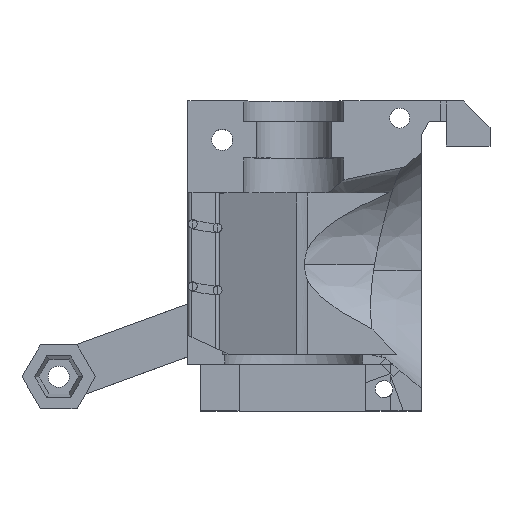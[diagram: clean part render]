
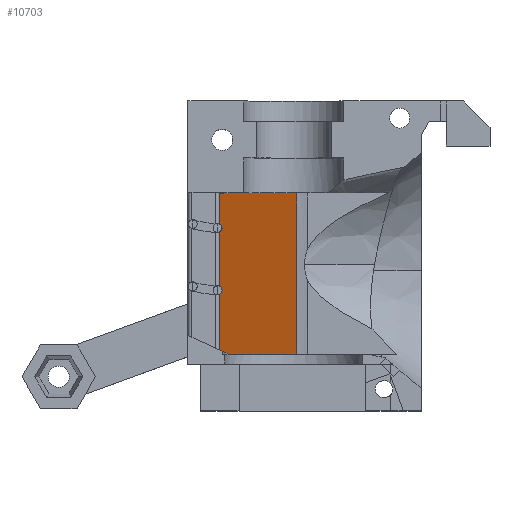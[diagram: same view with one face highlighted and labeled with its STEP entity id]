
A CAD part, top view. The second image highlights one B-rep face of the part: STEP entity #10703.
In plain terms, the highlighted planar face has unit normal (-0.391, 0, 0.92).
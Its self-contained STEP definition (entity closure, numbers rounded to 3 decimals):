
#4046 = PLANE('',#4047);
#4047 = AXIS2_PLACEMENT_3D('',#4048,#4049,#4050);
#4048 = CARTESIAN_POINT('',(-17.,-36.5,-40.));
#4049 = DIRECTION('',(1.,0.,0.));
#4050 = DIRECTION('',(0.,0.,1.));
#4818 = CYLINDRICAL_SURFACE('',#4819,11.5);
#4819 = AXIS2_PLACEMENT_3D('',#4820,#4821,#4822);
#4820 = CARTESIAN_POINT('',(0.,-9.,-17.));
#4821 = DIRECTION('',(0.,-1.,0.));
#4822 = DIRECTION('',(1.,0.,0.));
#6659 = VERTEX_POINT('',#6660);
#6660 = CARTESIAN_POINT('',(-17.,-9.,-35.915));
#6673 = PLANE('',#6674);
#6674 = AXIS2_PLACEMENT_3D('',#6675,#6676,#6677);
#6675 = CARTESIAN_POINT('',(-17.2,-9.,-36.));
#6676 = DIRECTION('',(0.,1.,0.));
#6677 = DIRECTION('',(-0.391,0.,0.921));
#6684 = EDGE_CURVE('',#6659,#6685,#6687,.T.);
#6685 = VERTEX_POINT('',#6686);
#6686 = CARTESIAN_POINT('',(-17.,-31.899,-35.915));
#6687 = SURFACE_CURVE('',#6688,(#6692,#6698),.PCURVE_S1.);
#6688 = LINE('',#6689,#6690);
#6689 = CARTESIAN_POINT('',(-17.,-35.75,-35.915));
#6690 = VECTOR('',#6691,1.);
#6691 = DIRECTION('',(0.,-1.,0.));
#6692 = PCURVE('',#4046,#6693);
#6693 = DEFINITIONAL_REPRESENTATION('',(#6694),#6697);
#6694 = B_SPLINE_CURVE_WITH_KNOTS('',1,(#6695,#6696),.UNSPECIFIED.,.F.,
  .F.,(2,2),(-29.35,1.85),.PIECEWISE_BEZIER_KNOTS.);
#6695 = CARTESIAN_POINT('',(4.085,-30.1));
#6696 = CARTESIAN_POINT('',(4.085,1.1));
#6697 = ( GEOMETRIC_REPRESENTATION_CONTEXT(2) 
PARAMETRIC_REPRESENTATION_CONTEXT() REPRESENTATION_CONTEXT('2D SPACE',''
  ) );
#6698 = PCURVE('',#6699,#6704);
#6699 = PLANE('',#6700);
#6700 = AXIS2_PLACEMENT_3D('',#6701,#6702,#6703);
#6701 = CARTESIAN_POINT('',(-17.2,-35.,-36.));
#6702 = DIRECTION('',(-0.391,0.,0.921));
#6703 = DIRECTION('',(0.921,0.,0.391));
#6704 = DEFINITIONAL_REPRESENTATION('',(#6705),#6708);
#6705 = B_SPLINE_CURVE_WITH_KNOTS('',1,(#6706,#6707),.UNSPECIFIED.,.F.,
  .F.,(2,2),(-29.35,1.85),.PIECEWISE_BEZIER_KNOTS.);
#6706 = CARTESIAN_POINT('',(0.217,28.6));
#6707 = CARTESIAN_POINT('',(0.217,-2.6));
#6708 = ( GEOMETRIC_REPRESENTATION_CONTEXT(2) 
PARAMETRIC_REPRESENTATION_CONTEXT() REPRESENTATION_CONTEXT('2D SPACE',''
  ) );
#6723 = PLANE('',#6724);
#6724 = AXIS2_PLACEMENT_3D('',#6725,#6726,#6727);
#6725 = CARTESIAN_POINT('',(-9.548,-35.374,-40.));
#6726 = DIRECTION('',(0.423,0.906,0.));
#6727 = DIRECTION('',(0.,0.,1.));
#8521 = VERTEX_POINT('',#8522);
#8522 = CARTESIAN_POINT('',(0.494,-35.,-28.489));
#8551 = EDGE_CURVE('',#8552,#8521,#8554,.T.);
#8552 = VERTEX_POINT('',#8553);
#8553 = CARTESIAN_POINT('',(0.494,-9.,-28.489));
#8554 = SURFACE_CURVE('',#8555,(#8559,#8565),.PCURVE_S1.);
#8555 = LINE('',#8556,#8557);
#8556 = CARTESIAN_POINT('',(0.494,-9.,-28.489));
#8557 = VECTOR('',#8558,1.);
#8558 = DIRECTION('',(0.,-1.,0.));
#8559 = PCURVE('',#4818,#8560);
#8560 = DEFINITIONAL_REPRESENTATION('',(#8561),#8564);
#8561 = B_SPLINE_CURVE_WITH_KNOTS('',1,(#8562,#8563),.UNSPECIFIED.,.F.,
  .F.,(2,2),(0.,26.),.PIECEWISE_BEZIER_KNOTS.);
#8562 = CARTESIAN_POINT('',(4.755,0.));
#8563 = CARTESIAN_POINT('',(4.755,26.));
#8564 = ( GEOMETRIC_REPRESENTATION_CONTEXT(2) 
PARAMETRIC_REPRESENTATION_CONTEXT() REPRESENTATION_CONTEXT('2D SPACE',''
  ) );
#8565 = PCURVE('',#6699,#8566);
#8566 = DEFINITIONAL_REPRESENTATION('',(#8567),#8570);
#8567 = B_SPLINE_CURVE_WITH_KNOTS('',1,(#8568,#8569),.UNSPECIFIED.,.F.,
  .F.,(2,2),(0.,26.),.PIECEWISE_BEZIER_KNOTS.);
#8568 = CARTESIAN_POINT('',(19.222,26.));
#8569 = CARTESIAN_POINT('',(19.222,0.));
#8570 = ( GEOMETRIC_REPRESENTATION_CONTEXT(2) 
PARAMETRIC_REPRESENTATION_CONTEXT() REPRESENTATION_CONTEXT('2D SPACE',''
  ) );
#10658 = VERTEX_POINT('',#10659);
#10659 = CARTESIAN_POINT('',(-10.349,-35.,-33.092));
#10672 = PLANE('',#10673);
#10673 = AXIS2_PLACEMENT_3D('',#10674,#10675,#10676);
#10674 = CARTESIAN_POINT('',(-17.2,-35.,-36.));
#10675 = DIRECTION('',(0.,1.,0.));
#10676 = DIRECTION('',(-0.391,0.,0.921));
#10683 = EDGE_CURVE('',#10658,#6685,#10684,.T.);
#10684 = SURFACE_CURVE('',#10685,(#10689,#10695),.PCURVE_S1.);
#10685 = LINE('',#10686,#10687);
#10686 = CARTESIAN_POINT('',(-13.942,-33.325,
    -34.617));
#10687 = VECTOR('',#10688,1.);
#10688 = DIRECTION('',(-0.846,0.394,-0.359));
#10689 = PCURVE('',#6723,#10690);
#10690 = DEFINITIONAL_REPRESENTATION('',(#10691),#10694);
#10691 = B_SPLINE_CURVE_WITH_KNOTS('',1,(#10692,#10693),.UNSPECIFIED.,
  .F.,.F.,(2,2),(-7.337,8.64),
  .PIECEWISE_BEZIER_KNOTS.);
#10692 = CARTESIAN_POINT('',(8.018,2.));
#10693 = CARTESIAN_POINT('',(2.281,-12.912));
#10694 = ( GEOMETRIC_REPRESENTATION_CONTEXT(2) 
PARAMETRIC_REPRESENTATION_CONTEXT() REPRESENTATION_CONTEXT('2D SPACE',''
  ) );
#10695 = PCURVE('',#6699,#10696);
#10696 = DEFINITIONAL_REPRESENTATION('',(#10697),#10700);
#10697 = B_SPLINE_CURVE_WITH_KNOTS('',1,(#10698,#10699),.UNSPECIFIED.,
  .F.,.F.,(2,2),(-7.337,8.64),
  .PIECEWISE_BEZIER_KNOTS.);
#10698 = CARTESIAN_POINT('',(10.282,-1.219));
#10699 = CARTESIAN_POINT('',(-4.4,5.083));
#10700 = ( GEOMETRIC_REPRESENTATION_CONTEXT(2) 
PARAMETRIC_REPRESENTATION_CONTEXT() REPRESENTATION_CONTEXT('2D SPACE',''
  ) );
#10703 = ADVANCED_FACE('',(#10704),#6699,.T.);
#10704 = FACE_BOUND('',#10705,.T.);
#10705 = EDGE_LOOP('',(#10706,#10707,#10708,#10729,#10730));
#10706 = ORIENTED_EDGE('',*,*,#6684,.T.);
#10707 = ORIENTED_EDGE('',*,*,#10683,.F.);
#10708 = ORIENTED_EDGE('',*,*,#10709,.T.);
#10709 = EDGE_CURVE('',#10658,#8521,#10710,.T.);
#10710 = SURFACE_CURVE('',#10711,(#10715,#10722),.PCURVE_S1.);
#10711 = LINE('',#10712,#10713);
#10712 = CARTESIAN_POINT('',(-17.2,-35.,-36.));
#10713 = VECTOR('',#10714,1.);
#10714 = DIRECTION('',(0.921,0.,0.391));
#10715 = PCURVE('',#6699,#10716);
#10716 = DEFINITIONAL_REPRESENTATION('',(#10717),#10721);
#10717 = LINE('',#10718,#10719);
#10718 = CARTESIAN_POINT('',(0.,0.));
#10719 = VECTOR('',#10720,1.);
#10720 = DIRECTION('',(1.,0.));
#10721 = ( GEOMETRIC_REPRESENTATION_CONTEXT(2) 
PARAMETRIC_REPRESENTATION_CONTEXT() REPRESENTATION_CONTEXT('2D SPACE',''
  ) );
#10722 = PCURVE('',#10672,#10723);
#10723 = DEFINITIONAL_REPRESENTATION('',(#10724),#10728);
#10724 = LINE('',#10725,#10726);
#10725 = CARTESIAN_POINT('',(0.,0.));
#10726 = VECTOR('',#10727,1.);
#10727 = DIRECTION('',(0.,1.));
#10728 = ( GEOMETRIC_REPRESENTATION_CONTEXT(2) 
PARAMETRIC_REPRESENTATION_CONTEXT() REPRESENTATION_CONTEXT('2D SPACE',''
  ) );
#10729 = ORIENTED_EDGE('',*,*,#8551,.F.);
#10730 = ORIENTED_EDGE('',*,*,#10731,.F.);
#10731 = EDGE_CURVE('',#6659,#8552,#10732,.T.);
#10732 = SURFACE_CURVE('',#10733,(#10737,#10744),.PCURVE_S1.);
#10733 = LINE('',#10734,#10735);
#10734 = CARTESIAN_POINT('',(-17.2,-9.,-36.));
#10735 = VECTOR('',#10736,1.);
#10736 = DIRECTION('',(0.921,0.,0.391));
#10737 = PCURVE('',#6699,#10738);
#10738 = DEFINITIONAL_REPRESENTATION('',(#10739),#10743);
#10739 = LINE('',#10740,#10741);
#10740 = CARTESIAN_POINT('',(0.,26.));
#10741 = VECTOR('',#10742,1.);
#10742 = DIRECTION('',(1.,0.));
#10743 = ( GEOMETRIC_REPRESENTATION_CONTEXT(2) 
PARAMETRIC_REPRESENTATION_CONTEXT() REPRESENTATION_CONTEXT('2D SPACE',''
  ) );
#10744 = PCURVE('',#6673,#10745);
#10745 = DEFINITIONAL_REPRESENTATION('',(#10746),#10750);
#10746 = LINE('',#10747,#10748);
#10747 = CARTESIAN_POINT('',(0.,0.));
#10748 = VECTOR('',#10749,1.);
#10749 = DIRECTION('',(0.,1.));
#10750 = ( GEOMETRIC_REPRESENTATION_CONTEXT(2) 
PARAMETRIC_REPRESENTATION_CONTEXT() REPRESENTATION_CONTEXT('2D SPACE',''
  ) );
